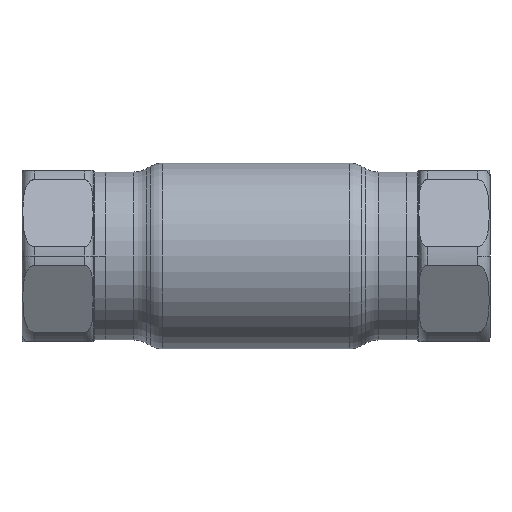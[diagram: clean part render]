
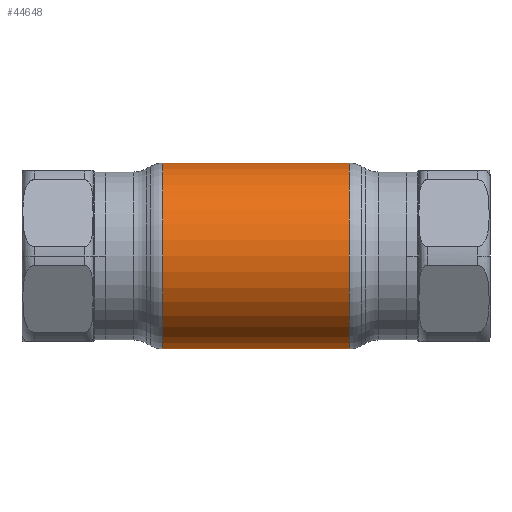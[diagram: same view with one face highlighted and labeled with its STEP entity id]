
A CAD part, front view. The second image highlights one B-rep face of the part: STEP entity #44648.
In plain terms, the highlighted cylindrical face has radius 22.25 mm (diameter 44.5 mm), a partial arc.
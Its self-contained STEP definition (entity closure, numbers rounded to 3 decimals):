
#1265 = AXIS2_PLACEMENT_3D ( 'NONE', #12447, #36133, #59095 ) ;
#1546 = DIRECTION ( 'NONE',  ( 0., 0., 1. ) ) ;
#1547 = AXIS2_PLACEMENT_3D ( 'NONE', #57302, #34015, #1546 ) ;
#5412 = LINE ( 'NONE', #24353, #57145 ) ;
#7764 = VERTEX_POINT ( 'NONE', #17141 ) ;
#8894 = VERTEX_POINT ( 'NONE', #11275 ) ;
#9759 = CYLINDRICAL_SURFACE ( 'NONE', #1547, 22.25 ) ;
#10468 = VERTEX_POINT ( 'NONE', #22300 ) ;
#10974 = LINE ( 'NONE', #28505, #54536 ) ;
#11275 = CARTESIAN_POINT ( 'NONE',  ( -22.285, 0., -22.25 ) ) ;
#11717 = VERTEX_POINT ( 'NONE', #25848 ) ;
#12447 = CARTESIAN_POINT ( 'NONE',  ( 22.285, 0., 0. ) ) ;
#17031 = DIRECTION ( 'NONE',  ( 0., 0., 1. ) ) ;
#17141 = CARTESIAN_POINT ( 'NONE',  ( -22.285, 0., 22.25 ) ) ;
#18742 = ORIENTED_EDGE ( 'NONE', *, *, #23174, .F. ) ;
#19345 = ORIENTED_EDGE ( 'NONE', *, *, #34176, .T. ) ;
#19576 = DIRECTION ( 'NONE',  ( -1., 0., 0. ) ) ;
#22300 = CARTESIAN_POINT ( 'NONE',  ( 22.285, 0., -22.25 ) ) ;
#23174 = EDGE_CURVE ( 'NONE', #8894, #7764, #57876, .T. ) ;
#24353 = CARTESIAN_POINT ( 'NONE',  ( -62.69, 0., 22.25 ) ) ;
#25848 = CARTESIAN_POINT ( 'NONE',  ( 22.285, 0., 22.25 ) ) ;
#27470 = AXIS2_PLACEMENT_3D ( 'NONE', #50468, #40114, #17031 ) ;
#28505 = CARTESIAN_POINT ( 'NONE',  ( -62.69, 0., -22.25 ) ) ;
#28612 = CIRCLE ( 'NONE', #1265, 22.25 ) ;
#31387 = ORIENTED_EDGE ( 'NONE', *, *, #56449, .F. ) ;
#32474 = FACE_OUTER_BOUND ( 'NONE', #42460, .T. ) ;
#32660 = ORIENTED_EDGE ( 'NONE', *, *, #49027, .T. ) ;
#34015 = DIRECTION ( 'NONE',  ( -1., 0., 0. ) ) ;
#34176 = EDGE_CURVE ( 'NONE', #11717, #7764, #5412, .T. ) ;
#36133 = DIRECTION ( 'NONE',  ( -1., 0., 0. ) ) ;
#40114 = DIRECTION ( 'NONE',  ( -1., 0., 0. ) ) ;
#42460 = EDGE_LOOP ( 'NONE', ( #31387, #32660, #19345, #18742 ) ) ;
#44648 = ADVANCED_FACE ( 'NONE', ( #32474 ), #9759, .T. ) ;
#49027 = EDGE_CURVE ( 'NONE', #10468, #11717, #28612, .T. ) ;
#50468 = CARTESIAN_POINT ( 'NONE',  ( -22.285, 0., 0. ) ) ;
#54536 = VECTOR ( 'NONE', #19576, 1000. ) ;
#56449 = EDGE_CURVE ( 'NONE', #10468, #8894, #10974, .T. ) ;
#56596 = DIRECTION ( 'NONE',  ( -1., 0., 0. ) ) ;
#57145 = VECTOR ( 'NONE', #56596, 1000. ) ;
#57302 = CARTESIAN_POINT ( 'NONE',  ( -62.69, 0., 0. ) ) ;
#57876 = CIRCLE ( 'NONE', #27470, 22.25 ) ;
#59095 = DIRECTION ( 'NONE',  ( 0., 0., 1. ) ) ;
